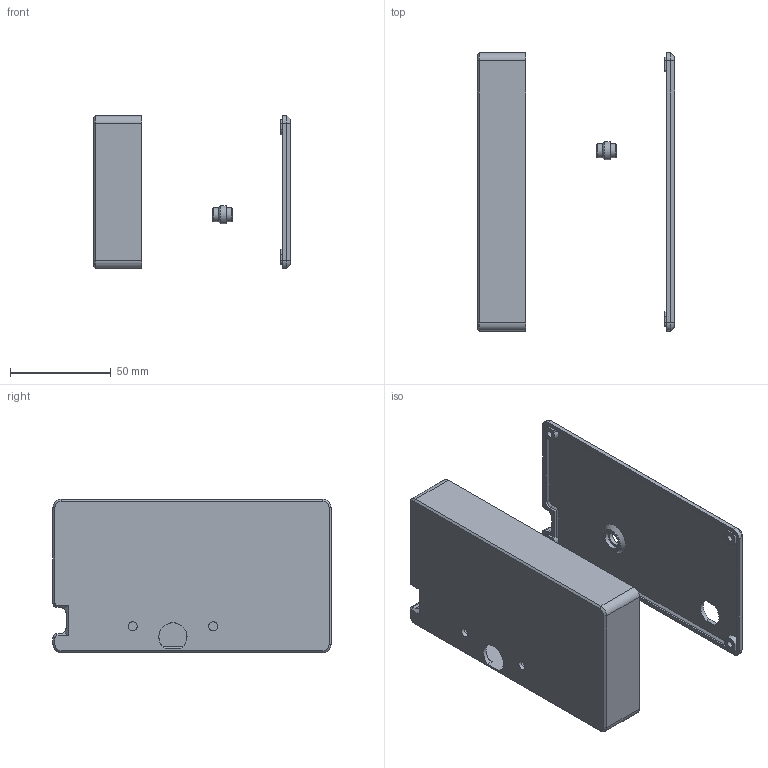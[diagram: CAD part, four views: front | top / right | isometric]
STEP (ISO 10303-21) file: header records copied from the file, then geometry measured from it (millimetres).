
FILE_DESCRIPTION(/* description */ ('','CAx-IF Rec.Pracs.---Representation and Presentation of Product Manufacturing Information (PMI)---4.0---2014-10-13'),/* implementation_level */ '2;1');
FILE_NAME(/* name */ 'Box V3-V4 ESP32-S3 + Boot Button.step',/* time_stamp */ '2024-12-14T12:19:29+01:00',/* author */ (''),/* organization */ (''),/* preprocessor_version */ 'ST-DEVELOPER v20',/* originating_system */ 'Autodesk Translation Framework v13.20.0.188',/* authorisation */ '');
FILE_SCHEMA (('AP242_MANAGED_MODEL_BASED_3D_ENGINEERING_MIM_LF { 1 0 10303 442 1 1 4 }'));
Length unit declared in the file: millimetre
Products named in the file (1): (Non salvato)
Bounding box: 98 x 138 x 76 mm (x, y, z)
Volume: 69051.8 mm3; surface area: 65303.8 mm2
Topology: 3 solids, 3 shells, 222 faces, 544 edges, 343 vertices
Faces by surface type: plane 117, cylinder 74, cone 31
Full cylindrical faces by diameter (mm): 2.8 x4, 3.3 x4, 3.7 x4, 4.5 x2, 4.7 x2, 6.85 x2, 7 x1, 9 x1, 9.2 x1, 12 x3
Entity records: 6707 total; most frequent: CARTESIAN_POINT 1267, DIRECTION 1171, ORIENTED_EDGE 1088, EDGE_CURVE 544, AXIS2_PLACEMENT_3D 426, VERTEX_POINT 343, LINE 319, VECTOR 319
